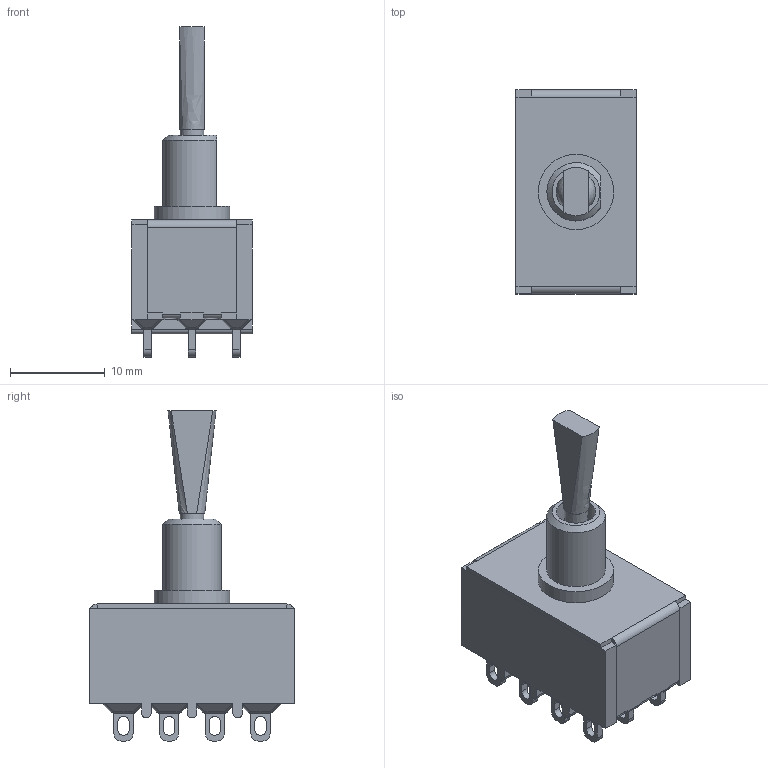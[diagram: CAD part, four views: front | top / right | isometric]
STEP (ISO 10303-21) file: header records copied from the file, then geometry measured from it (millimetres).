
FILE_DESCRIPTION(/* description */ (''),/* implementation_level */ '2;1');
FILE_NAME(/* name */ '1004PxT6B15M1xE.stp',/* time_stamp */ '2025-04-30T14:45:45-05:00',/* author */ ('mroman'),/* organization */ (''),/* preprocessor_version */ 'ST-DEVELOPER v18.1',/* originating_system */ 'Autodesk Inventor 2022',/* authorisation */ '');
FILE_SCHEMA (('AUTOMOTIVE_DESIGN { 1 0 10303 214 3 1 1 }'));
Length unit declared in the file: inch
Products named in the file (1): 1004PxT6B15M1xE
Bounding box: 12.7 x 21.59 x 34.92 mm (x, y, z)
Volume: 3389.5 mm3; surface area: 2078.2 mm2
Topology: 2 solids, 2 shells, 488 faces, 1268 edges, 753 vertices
Faces by surface type: plane 273, cylinder 161, sphere 50, cone 2, bspline 2
Full cylindrical faces by diameter (mm): 4.2 x2, 7.98 x1
Entity records: 14485 total; most frequent: DIRECTION 2543, CARTESIAN_POINT 2526, ORIENTED_EDGE 2438, EDGE_CURVE 1219, LINE 861, VECTOR 861, AXIS2_PLACEMENT_3D 841, VERTEX_POINT 753
